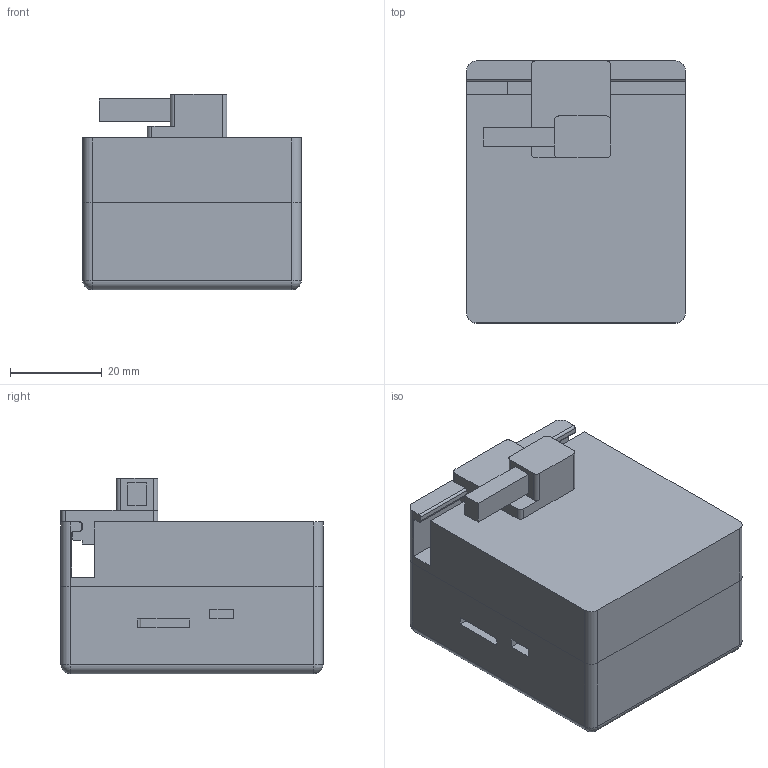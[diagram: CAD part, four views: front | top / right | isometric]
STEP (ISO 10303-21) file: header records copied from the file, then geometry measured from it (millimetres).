
FILE_DESCRIPTION(/* description */ (''),/* implementation_level */ '2;1');
FILE_NAME(/* name */ '3D_V5_2023-05-23_step.stp',/* time_stamp */ '2023-06-05T23:29:43+08:00',/* author */ (''),/* organization */ (''),/* preprocessor_version */ 'ST-DEVELOPER v16',/* originating_system */ 'SIEMENS PLM Software NX 10.0',/* authorisation */ '');
FILE_SCHEMA (('AP203_CONFIGURATION_CONTROLLED_3D_DESIGN_OF_MECHANICAL_PARTS_AND_ASSEMBLIES_MIM_LF { 1 0 10303 403 2 1 2}'));
Length unit declared in the file: millimetre
Products named in the file (1): ASUS2DBC027Fscos
Bounding box: 47.5 x 57 x 42.5 mm (x, y, z)
Volume: 26867.3 mm3; surface area: 28420.7 mm2
Topology: 3 solids, 3 shells, 259 faces, 693 edges, 457 vertices
Faces by surface type: cylinder 146, plane 109, sphere 4
Full cylindrical faces by diameter (mm): 0.9 x4, 1.8 x5, 2.1 x3, 4 x10, 6 x3
Entity records: 8109 total; most frequent: DIRECTION 1471, CARTESIAN_POINT 1371, ORIENTED_EDGE 1318, EDGE_CURVE 659, AXIS2_PLACEMENT_3D 552, VERTEX_POINT 452, LINE 367, VECTOR 367
